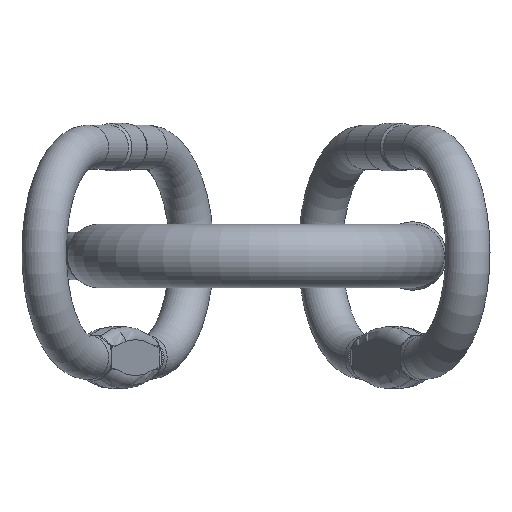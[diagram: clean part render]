
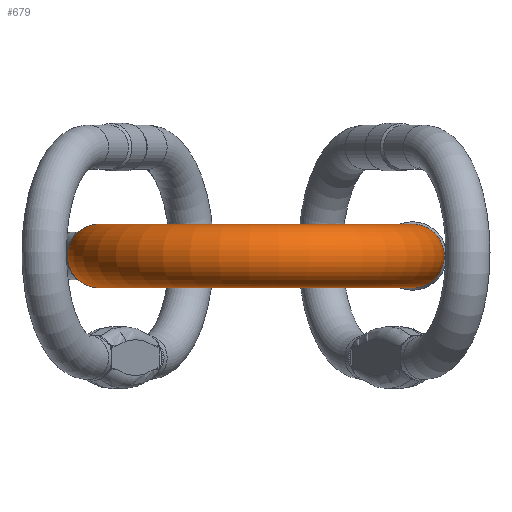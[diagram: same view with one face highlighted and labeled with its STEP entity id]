
A CAD part, front view. The second image highlights one B-rep face of the part: STEP entity #679.
In plain terms, the highlighted toroidal (fillet/blend) face has major radius 56.5 mm and minor radius 11.5 mm.
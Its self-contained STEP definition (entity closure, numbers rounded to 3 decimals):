
#575=TOROIDAL_SURFACE('',#6335,56.5,11.5);
#679=ADVANCED_FACE('',(#1824,#1825),#575,.T.);
#1207=CIRCLE('',#6326,11.5);
#1208=CIRCLE('',#6328,11.5);
#1824=FACE_BOUND('',#1918,.T.);
#1825=FACE_BOUND('',#1919,.T.);
#1918=EDGE_LOOP('',(#2442));
#1919=EDGE_LOOP('',(#2443));
#2442=ORIENTED_EDGE('',*,*,#4788,.F.);
#2443=ORIENTED_EDGE('',*,*,#4787,.T.);
#4223=VERTEX_POINT('',#8431);
#4224=VERTEX_POINT('',#8434);
#4787=EDGE_CURVE('',#4223,#4223,#1207,.T.);
#4788=EDGE_CURVE('',#4224,#4224,#1208,.T.);
#6326=AXIS2_PLACEMENT_3D('',#8430,#6777,#6778);
#6328=AXIS2_PLACEMENT_3D('',#8433,#6781,#6782);
#6335=AXIS2_PLACEMENT_3D('',#8444,#6795,#6796);
#6777=DIRECTION('',(0.,-1.,0.));
#6778=DIRECTION('',(1.,0.,0.));
#6781=DIRECTION('',(0.,1.,0.));
#6782=DIRECTION('',(-1.,0.,0.));
#6795=DIRECTION('',(0.,0.,-1.));
#6796=DIRECTION('',(-1.,0.,0.));
#8430=CARTESIAN_POINT('',(-56.5,-35.,0.));
#8431=CARTESIAN_POINT('',(-45.,-35.,0.));
#8433=CARTESIAN_POINT('',(56.5,-35.,0.));
#8434=CARTESIAN_POINT('',(45.,-35.,0.));
#8444=CARTESIAN_POINT('',(0.,-35.,0.));
